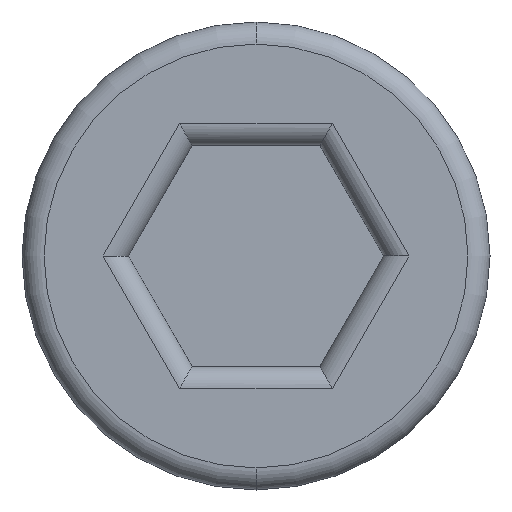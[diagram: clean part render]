
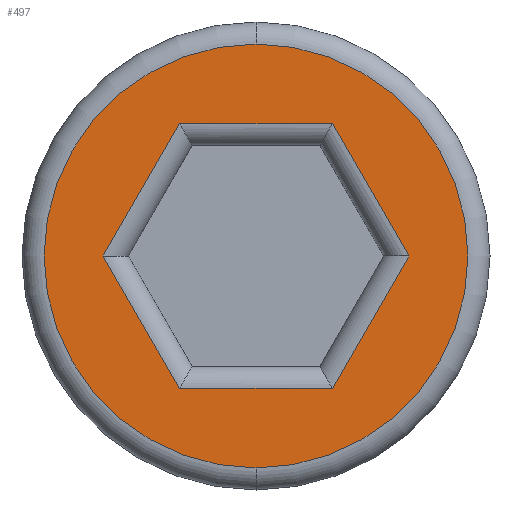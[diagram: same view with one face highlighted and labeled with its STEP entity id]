
A CAD part, front view. The second image highlights one B-rep face of the part: STEP entity #497.
In plain terms, the highlighted planar face has unit normal (0, -1, 0).
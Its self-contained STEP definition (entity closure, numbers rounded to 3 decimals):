
#8 = ORIENTED_EDGE ( 'NONE', *, *, #587, .T. ) ;
#30 = EDGE_CURVE ( 'NONE', #482, #546, #151, .T. ) ;
#60 = ORIENTED_EDGE ( 'NONE', *, *, #76, .T. ) ;
#76 = EDGE_CURVE ( 'NONE', #94, #88, #82, .T. ) ;
#82 = LINE ( 'NONE', #548, #713 ) ;
#86 = DIRECTION ( 'NONE',  ( 0.5, 0., 0.866 ) ) ;
#88 = VERTEX_POINT ( 'NONE', #560 ) ;
#92 = DIRECTION ( 'NONE',  ( -1., 0., 0. ) ) ;
#94 = VERTEX_POINT ( 'NONE', #315 ) ;
#116 = VECTOR ( 'NONE', #132, 1000. ) ;
#132 = DIRECTION ( 'NONE',  ( -0.5, 0., 0.866 ) ) ;
#133 = VERTEX_POINT ( 'NONE', #446 ) ;
#137 = CARTESIAN_POINT ( 'NONE',  ( 1.299, 0., 0.75 ) ) ;
#139 = EDGE_LOOP ( 'NONE', ( #719, #60, #435, #8, #354, #662 ) ) ;
#140 = CARTESIAN_POINT ( 'NONE',  ( 0.866, 0., 1.5 ) ) ;
#146 = CARTESIAN_POINT ( 'NONE',  ( 0., 0., 1.5 ) ) ;
#148 = ORIENTED_EDGE ( 'NONE', *, *, #246, .T. ) ;
#151 = LINE ( 'NONE', #146, #424 ) ;
#153 = CARTESIAN_POINT ( 'NONE',  ( 0., 0., 0. ) ) ;
#168 = EDGE_CURVE ( 'NONE', #250, #94, #449, .T. ) ;
#169 = AXIS2_PLACEMENT_3D ( 'NONE', #234, #534, #245 ) ;
#197 = LINE ( 'NONE', #433, #372 ) ;
#199 = DIRECTION ( 'NONE',  ( 0.5, 0., -0.866 ) ) ;
#234 = CARTESIAN_POINT ( 'NONE',  ( 0., 0., 0. ) ) ;
#236 = VERTEX_POINT ( 'NONE', #726 ) ;
#245 = DIRECTION ( 'NONE',  ( 0., 0., 1. ) ) ;
#246 = EDGE_CURVE ( 'NONE', #236, #379, #630, .T. ) ;
#250 = VERTEX_POINT ( 'NONE', #601 ) ;
#251 = CARTESIAN_POINT ( 'NONE',  ( -1.299, 0., -0.75 ) ) ;
#288 = FACE_OUTER_BOUND ( 'NONE', #583, .T. ) ;
#315 = CARTESIAN_POINT ( 'NONE',  ( 0.866, 0., -1.5 ) ) ;
#330 = DIRECTION ( 'NONE',  ( 0., 0., 1. ) ) ;
#341 = AXIS2_PLACEMENT_3D ( 'NONE', #153, #456, #330 ) ;
#350 = DIRECTION ( 'NONE',  ( 0., 0., 1. ) ) ;
#354 = ORIENTED_EDGE ( 'NONE', *, *, #30, .T. ) ;
#372 = VECTOR ( 'NONE', #86, 1000. ) ;
#379 = VERTEX_POINT ( 'NONE', #746 ) ;
#389 = CARTESIAN_POINT ( 'NONE',  ( 1.299, 0., -0.75 ) ) ;
#403 = FACE_BOUND ( 'NONE', #139, .T. ) ;
#424 = VECTOR ( 'NONE', #732, 1000. ) ;
#433 = CARTESIAN_POINT ( 'NONE',  ( -1.299, 0., 0.75 ) ) ;
#435 = ORIENTED_EDGE ( 'NONE', *, *, #535, .T. ) ;
#446 = CARTESIAN_POINT ( 'NONE',  ( -1.732, 0., 0. ) ) ;
#449 = LINE ( 'NONE', #389, #740 ) ;
#456 = DIRECTION ( 'NONE',  ( 0., -1., 0. ) ) ;
#463 = EDGE_CURVE ( 'NONE', #379, #236, #751, .T. ) ;
#469 = ORIENTED_EDGE ( 'NONE', *, *, #463, .T. ) ;
#479 = LINE ( 'NONE', #251, #116 ) ;
#482 = VERTEX_POINT ( 'NONE', #701 ) ;
#497 = ADVANCED_FACE ( 'NONE', ( #288, #403 ), #524, .F. ) ;
#524 = PLANE ( 'NONE',  #562 ) ;
#534 = DIRECTION ( 'NONE',  ( 0., -1., 0. ) ) ;
#535 = EDGE_CURVE ( 'NONE', #88, #133, #479, .T. ) ;
#541 = EDGE_CURVE ( 'NONE', #546, #250, #673, .T. ) ;
#546 = VERTEX_POINT ( 'NONE', #140 ) ;
#548 = CARTESIAN_POINT ( 'NONE',  ( 0., 0., -1.5 ) ) ;
#560 = CARTESIAN_POINT ( 'NONE',  ( -0.866, 0., -1.5 ) ) ;
#562 = AXIS2_PLACEMENT_3D ( 'NONE', #760, #645, #350 ) ;
#576 = VECTOR ( 'NONE', #199, 1000. ) ;
#583 = EDGE_LOOP ( 'NONE', ( #148, #469 ) ) ;
#587 = EDGE_CURVE ( 'NONE', #133, #482, #197, .T. ) ;
#601 = CARTESIAN_POINT ( 'NONE',  ( 1.732, 0., 0. ) ) ;
#630 = CIRCLE ( 'NONE', #169, 2.4 ) ;
#645 = DIRECTION ( 'NONE',  ( 0., 1., 0. ) ) ;
#662 = ORIENTED_EDGE ( 'NONE', *, *, #541, .T. ) ;
#673 = LINE ( 'NONE', #137, #576 ) ;
#697 = DIRECTION ( 'NONE',  ( -0.5, 0., -0.866 ) ) ;
#701 = CARTESIAN_POINT ( 'NONE',  ( -0.866, 0., 1.5 ) ) ;
#713 = VECTOR ( 'NONE', #92, 1000. ) ;
#719 = ORIENTED_EDGE ( 'NONE', *, *, #168, .T. ) ;
#726 = CARTESIAN_POINT ( 'NONE',  ( 0., 0., 2.4 ) ) ;
#732 = DIRECTION ( 'NONE',  ( 1., 0., 0. ) ) ;
#740 = VECTOR ( 'NONE', #697, 1000. ) ;
#746 = CARTESIAN_POINT ( 'NONE',  ( 0., 0., -2.4 ) ) ;
#751 = CIRCLE ( 'NONE', #341, 2.4 ) ;
#760 = CARTESIAN_POINT ( 'NONE',  ( 0., 0., 0. ) ) ;
